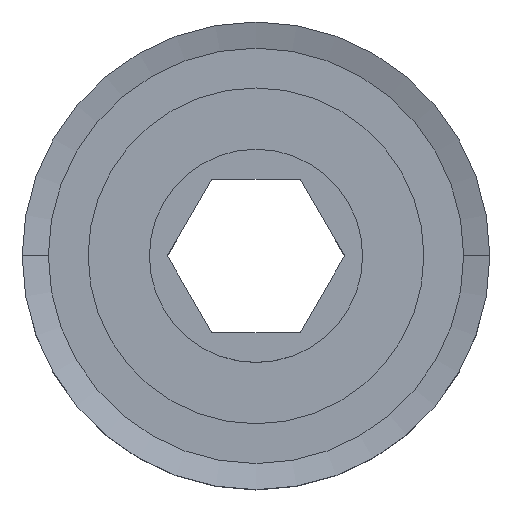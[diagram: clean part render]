
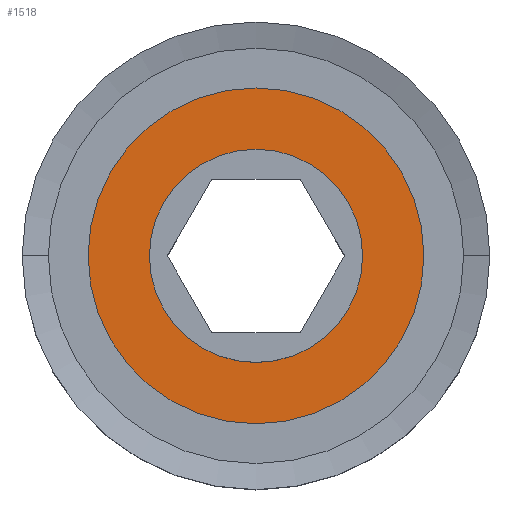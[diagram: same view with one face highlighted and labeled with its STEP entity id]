
A CAD part, top view. The second image highlights one B-rep face of the part: STEP entity #1518.
In plain terms, the highlighted planar face has unit normal (0, 0, 1).
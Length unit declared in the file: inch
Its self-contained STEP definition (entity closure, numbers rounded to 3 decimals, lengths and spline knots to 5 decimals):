
#19 = DIRECTION ( 'NONE',  ( -1., 0., 0. ) ) ;
#288 = VERTEX_POINT ( 'NONE', #7890 ) ;
#318 = VERTEX_POINT ( 'NONE', #6930 ) ;
#445 = EDGE_CURVE ( 'NONE', #288, #4365, #6729, .T. ) ;
#589 = CARTESIAN_POINT ( 'NONE',  ( -0.35, 0., 0.24937 ) ) ;
#763 = VERTEX_POINT ( 'NONE', #801 ) ;
#801 = CARTESIAN_POINT ( 'NONE',  ( -0.55118, 0., 0.24937 ) ) ;
#938 = AXIS2_PLACEMENT_3D ( 'NONE', #4407, #5082, #9502 ) ;
#1207 = DIRECTION ( 'NONE',  ( -1., 0., 0. ) ) ;
#1518 = ADVANCED_FACE ( 'NONE', ( #6373, #6142 ), #4434, .F. ) ;
#1547 = EDGE_LOOP ( 'NONE', ( #2056, #8310 ) ) ;
#2056 = ORIENTED_EDGE ( 'NONE', *, *, #445, .F. ) ;
#3090 = AXIS2_PLACEMENT_3D ( 'NONE', #8786, #5028, #19 ) ;
#3839 = AXIS2_PLACEMENT_3D ( 'NONE', #8619, #4249, #4970 ) ;
#4151 = DIRECTION ( 'NONE',  ( 0., 0., 1. ) ) ;
#4249 = DIRECTION ( 'NONE',  ( 0., 0., 1. ) ) ;
#4301 = CIRCLE ( 'NONE', #3839, 0.35 ) ;
#4365 = VERTEX_POINT ( 'NONE', #589 ) ;
#4407 = CARTESIAN_POINT ( 'NONE',  ( 0., 0.68174, 0.24937 ) ) ;
#4434 = PLANE ( 'NONE',  #938 ) ;
#4970 = DIRECTION ( 'NONE',  ( -1., 0., 0. ) ) ;
#5028 = DIRECTION ( 'NONE',  ( 0., 0., 1. ) ) ;
#5082 = DIRECTION ( 'NONE',  ( 0., 0., -1. ) ) ;
#5279 = ORIENTED_EDGE ( 'NONE', *, *, #6437, .T. ) ;
#5522 = DIRECTION ( 'NONE',  ( 0., 0., 1. ) ) ;
#5594 = AXIS2_PLACEMENT_3D ( 'NONE', #8421, #5522, #1207 ) ;
#6142 = FACE_BOUND ( 'NONE', #1547, .T. ) ;
#6373 = FACE_OUTER_BOUND ( 'NONE', #8986, .T. ) ;
#6437 = EDGE_CURVE ( 'NONE', #763, #318, #9458, .T. ) ;
#6729 = CIRCLE ( 'NONE', #8010, 0.35 ) ;
#6930 = CARTESIAN_POINT ( 'NONE',  ( 0.55118, 0., 0.24937 ) ) ;
#7041 = EDGE_CURVE ( 'NONE', #318, #763, #8078, .T. ) ;
#7792 = CARTESIAN_POINT ( 'NONE',  ( 0., 0., 0.24937 ) ) ;
#7843 = EDGE_CURVE ( 'NONE', #4365, #288, #4301, .T. ) ;
#7890 = CARTESIAN_POINT ( 'NONE',  ( 0.35, 0., 0.24937 ) ) ;
#8010 = AXIS2_PLACEMENT_3D ( 'NONE', #7792, #4151, #9259 ) ;
#8078 = CIRCLE ( 'NONE', #3090, 0.55118 ) ;
#8310 = ORIENTED_EDGE ( 'NONE', *, *, #7843, .F. ) ;
#8421 = CARTESIAN_POINT ( 'NONE',  ( 0., 0., 0.24937 ) ) ;
#8619 = CARTESIAN_POINT ( 'NONE',  ( 0., 0., 0.24937 ) ) ;
#8786 = CARTESIAN_POINT ( 'NONE',  ( 0., 0., 0.24937 ) ) ;
#8812 = ORIENTED_EDGE ( 'NONE', *, *, #7041, .T. ) ;
#8986 = EDGE_LOOP ( 'NONE', ( #8812, #5279 ) ) ;
#9259 = DIRECTION ( 'NONE',  ( -1., 0., 0. ) ) ;
#9458 = CIRCLE ( 'NONE', #5594, 0.55118 ) ;
#9502 = DIRECTION ( 'NONE',  ( -1., 0., 0. ) ) ;
